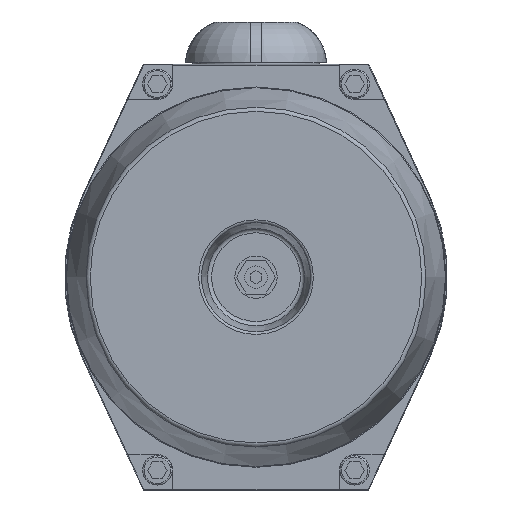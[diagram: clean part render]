
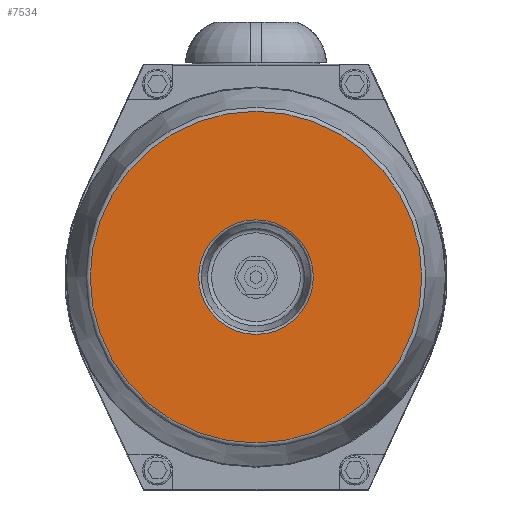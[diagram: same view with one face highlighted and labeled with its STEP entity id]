
A CAD part, left-side view. The second image highlights one B-rep face of the part: STEP entity #7534.
In plain terms, the highlighted planar face has unit normal (-1, 0, 0).
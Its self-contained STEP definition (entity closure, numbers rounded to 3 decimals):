
#260=PLANE('',#7959);
#452=CIRCLE('',#7956,40.674);
#454=CIRCLE('',#7960,117.621);
#1233=ORIENTED_EDGE('',*,*,#2277,.F.);
#1234=ORIENTED_EDGE('',*,*,#2275,.F.);
#2275=EDGE_CURVE('',#2885,#2885,#452,.T.);
#2277=EDGE_CURVE('',#2887,#2887,#454,.T.);
#2885=VERTEX_POINT('',#10602);
#2887=VERTEX_POINT('',#10608);
#4370=EDGE_LOOP('',(#1233));
#4371=EDGE_LOOP('',(#1234));
#4825=FACE_BOUND('',#4370,.T.);
#4826=FACE_BOUND('',#4371,.T.);
#7534=ADVANCED_FACE('',(#4825,#4826),#260,.F.);
#7956=AXIS2_PLACEMENT_3D('',#10601,#8942,#8943);
#7959=AXIS2_PLACEMENT_3D('',#10606,#8948,#8949);
#7960=AXIS2_PLACEMENT_3D('',#10607,#8950,#8951);
#8942=DIRECTION('',(-1.,0.,0.));
#8943=DIRECTION('',(0.,-1.,0.));
#8948=DIRECTION('',(1.,0.,0.));
#8949=DIRECTION('',(0.,1.,0.));
#8950=DIRECTION('',(1.,0.,0.));
#8951=DIRECTION('',(0.,-1.,0.));
#10601=CARTESIAN_POINT('',(-301.5,0.,0.));
#10602=CARTESIAN_POINT('',(-301.5,-40.674,0.));
#10606=CARTESIAN_POINT('',(-301.5,79.5,0.));
#10607=CARTESIAN_POINT('',(-301.5,0.,0.));
#10608=CARTESIAN_POINT('',(-301.5,-117.621,0.));
